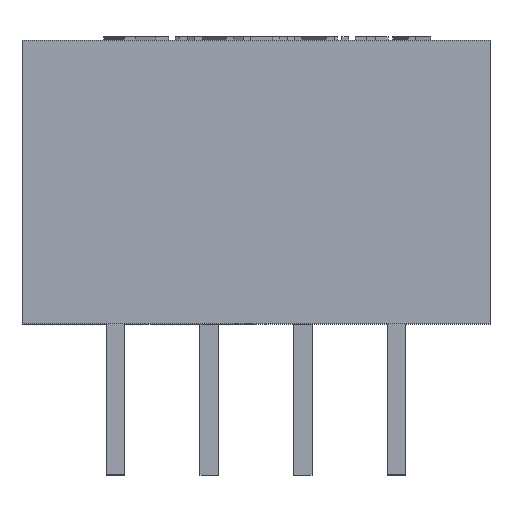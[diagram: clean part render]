
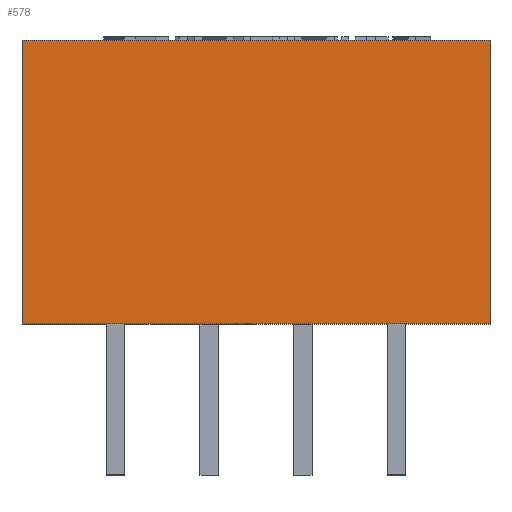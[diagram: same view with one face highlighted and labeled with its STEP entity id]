
A CAD part, top view. The second image highlights one B-rep face of the part: STEP entity #578.
In plain terms, the highlighted planar face has unit normal (0, 0, 1).
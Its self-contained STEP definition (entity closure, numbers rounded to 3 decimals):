
#146 = VERTEX_POINT ( 'NONE', #2115 ) ;
#148 = EDGE_CURVE ( 'NONE', #146, #149, #2114, .T. ) ;
#149 = VERTEX_POINT ( 'NONE', #2120 ) ;
#362 = ORIENTED_EDGE ( 'NONE', *, *, #148, .F. ) ;
#363 = EDGE_CURVE ( 'NONE', #149, #574, #2411, .T. ) ;
#368 = EDGE_CURVE ( 'NONE', #586, #574, #2401, .T. ) ;
#421 = ORIENTED_EDGE ( 'NONE', *, *, #594, .T. ) ;
#558 = EDGE_LOOP ( 'NONE', ( #559, #560, #362, #421 ) ) ;
#559 = ORIENTED_EDGE ( 'NONE', *, *, #368, .T. ) ;
#560 = ORIENTED_EDGE ( 'NONE', *, *, #363, .F. ) ;
#574 = VERTEX_POINT ( 'NONE', #3148 ) ;
#578 = ADVANCED_FACE ( 'NONE', ( #3142 ), #3127, .F. ) ;
#586 = VERTEX_POINT ( 'NONE', #3166 ) ;
#594 = EDGE_CURVE ( 'NONE', #146, #586, #3062, .T. ) ;
#2114 = LINE ( 'NONE', #2123, #2122 ) ;
#2115 = CARTESIAN_POINT ( 'NONE',  ( -6.35, 7.7, 5.1 ) ) ;
#2120 = CARTESIAN_POINT ( 'NONE',  ( 6.35, 7.7, 5.1 ) ) ;
#2121 = DIRECTION ( 'NONE',  ( 1., 0., 0. ) ) ;
#2122 = VECTOR ( 'NONE', #2121, 1000. ) ;
#2123 = CARTESIAN_POINT ( 'NONE',  ( -6.35, 7.7, 5.1 ) ) ;
#2398 = DIRECTION ( 'NONE',  ( 1., 0., 0. ) ) ;
#2399 = VECTOR ( 'NONE', #2398, 1000. ) ;
#2400 = CARTESIAN_POINT ( 'NONE',  ( -6.35, 0., 5.1 ) ) ;
#2401 = LINE ( 'NONE', #2400, #2399 ) ;
#2408 = DIRECTION ( 'NONE',  ( 0., -1., 0. ) ) ;
#2409 = VECTOR ( 'NONE', #2408, 1000. ) ;
#2410 = CARTESIAN_POINT ( 'NONE',  ( 6.35, 7.7, 5.1 ) ) ;
#2411 = LINE ( 'NONE', #2410, #2409 ) ;
#3059 = DIRECTION ( 'NONE',  ( 0., -1., 0. ) ) ;
#3060 = VECTOR ( 'NONE', #3059, 1000. ) ;
#3061 = CARTESIAN_POINT ( 'NONE',  ( -6.35, 7.7, 5.1 ) ) ;
#3062 = LINE ( 'NONE', #3061, #3060 ) ;
#3123 = DIRECTION ( 'NONE',  ( -1., 0., 0. ) ) ;
#3124 = DIRECTION ( 'NONE',  ( 0., 0., -1. ) ) ;
#3125 = CARTESIAN_POINT ( 'NONE',  ( -6.35, 7.7, 5.1 ) ) ;
#3126 = AXIS2_PLACEMENT_3D ( 'NONE', #3125, #3124, #3123 ) ;
#3127 = PLANE ( 'NONE',  #3126 ) ;
#3142 = FACE_OUTER_BOUND ( 'NONE', #558, .T. ) ;
#3148 = CARTESIAN_POINT ( 'NONE',  ( 6.35, 0., 5.1 ) ) ;
#3166 = CARTESIAN_POINT ( 'NONE',  ( -6.35, 0., 5.1 ) ) ;
